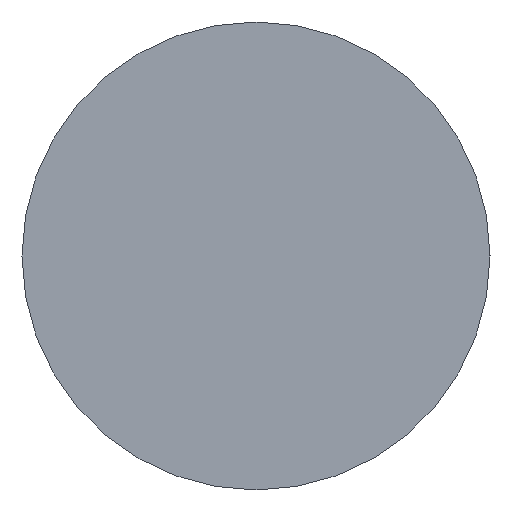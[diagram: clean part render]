
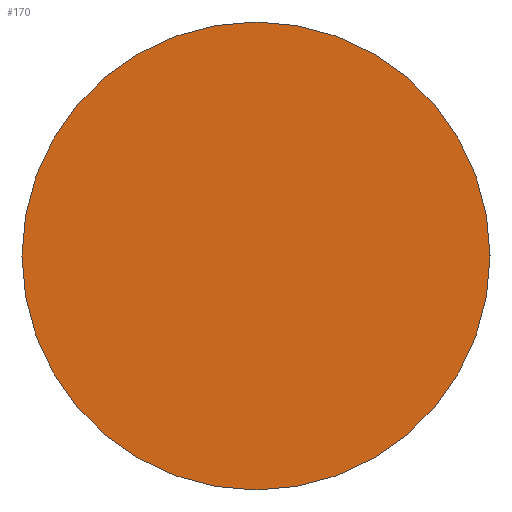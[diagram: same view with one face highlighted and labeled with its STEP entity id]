
A CAD part, left-side view. The second image highlights one B-rep face of the part: STEP entity #170.
In plain terms, the highlighted planar face has unit normal (-1, 0, 0).
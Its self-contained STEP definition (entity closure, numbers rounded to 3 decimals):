
#1 = DIRECTION ( 'NONE',  ( 0., 0., -1. ) ) ;
#15 = EDGE_CURVE ( 'NONE', #172, #85, #95, .T. ) ;
#23 = CARTESIAN_POINT ( 'NONE',  ( -91., 0., 0. ) ) ;
#38 = AXIS2_PLACEMENT_3D ( 'NONE', #82, #124, #126 ) ;
#45 = CARTESIAN_POINT ( 'NONE',  ( -91., 0., -0.6 ) ) ;
#48 = EDGE_LOOP ( 'NONE', ( #138, #74 ) ) ;
#59 = DIRECTION ( 'NONE',  ( 1., 0., 0. ) ) ;
#68 = AXIS2_PLACEMENT_3D ( 'NONE', #23, #164, #150 ) ;
#74 = ORIENTED_EDGE ( 'NONE', *, *, #15, .F. ) ;
#77 = CIRCLE ( 'NONE', #68, 0.6 ) ;
#82 = CARTESIAN_POINT ( 'NONE',  ( -91., 0., 0. ) ) ;
#84 = EDGE_CURVE ( 'NONE', #85, #172, #77, .T. ) ;
#85 = VERTEX_POINT ( 'NONE', #45 ) ;
#95 = CIRCLE ( 'NONE', #38, 0.6 ) ;
#96 = FACE_OUTER_BOUND ( 'NONE', #48, .T. ) ;
#97 = PLANE ( 'NONE',  #151 ) ;
#110 = CARTESIAN_POINT ( 'NONE',  ( -91., 0., 0.6 ) ) ;
#124 = DIRECTION ( 'NONE',  ( 1., 0., 0. ) ) ;
#126 = DIRECTION ( 'NONE',  ( 0., 0., -1. ) ) ;
#138 = ORIENTED_EDGE ( 'NONE', *, *, #84, .F. ) ;
#147 = CARTESIAN_POINT ( 'NONE',  ( -91., 0., 0. ) ) ;
#150 = DIRECTION ( 'NONE',  ( 0., 0., -1. ) ) ;
#151 = AXIS2_PLACEMENT_3D ( 'NONE', #147, #59, #1 ) ;
#164 = DIRECTION ( 'NONE',  ( 1., 0., 0. ) ) ;
#170 = ADVANCED_FACE ( 'NONE', ( #96 ), #97, .F. ) ;
#172 = VERTEX_POINT ( 'NONE', #110 ) ;
